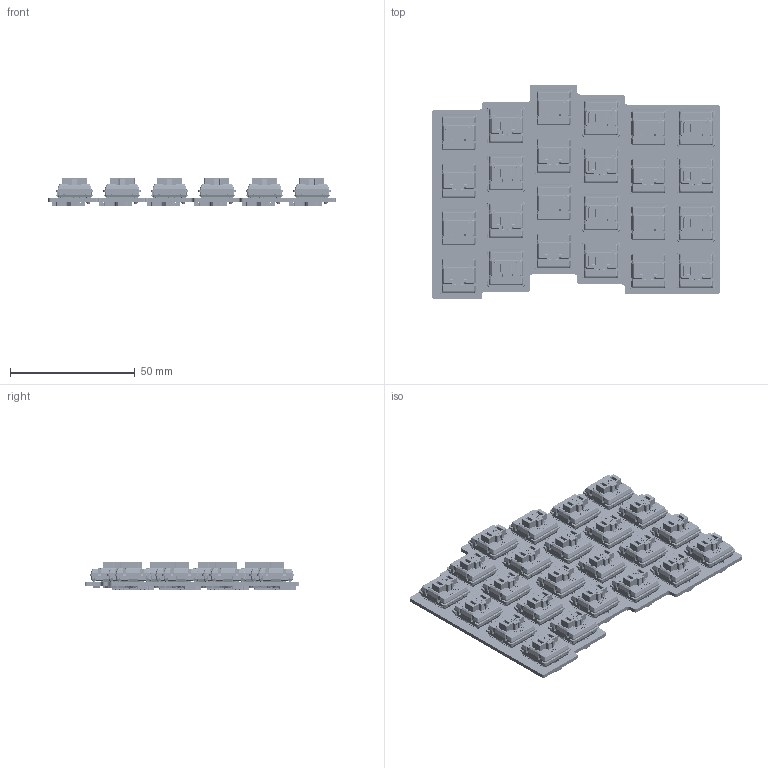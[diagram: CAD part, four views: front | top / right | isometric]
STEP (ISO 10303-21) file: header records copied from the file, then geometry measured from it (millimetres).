
FILE_DESCRIPTION(('KiCad electronic assembly'),'2;1');
FILE_NAME('right-key-board.step','2026-02-07T23:57:35',('Pcbnew'),( 'Kicad'),'Open CASCADE STEP processor 7.9','KiCad to STEP converter' ,'Unknown');
FILE_SCHEMA(('AUTOMOTIVE_DESIGN { 1 0 10303 214 1 1 1 1 }'));
Length unit declared in the file: millimetre
Products named in the file (24): right-key-board 1; kailh-choc-black; bottom_stabilizer; contact; pin1; pin2; top_stabilizer; stabilizer; stem_stabilizer; shrunken_spring; kailh-choc-socket; choc_body; contact_a; contact_a1; contact_a2; contact_b; contact001; contact_a001; contact_a003; contact_a004; contact_b001; sk6812mini-e; right-key-board_PCB
Assembly tree (92 placements, depth 5):
  right-key-board 1
    kailh-choc-black  x24
      bottom_stabilizer
      contact
      pin1
      pin2
      top_stabilizer
      stabilizer
      stem_stabilizer
      shrunken_spring
    kailh-choc-socket  x24
      choc_body
      contact
        contact_a
          contact_a1
          contact_a2
        contact_b
      contact001
        contact_a001
          contact_a003
          contact_a004
        contact_b001
    sk6812mini-e  x24
    right-key-board_PCB
Bounding box: 115 x 86 x 11.5 mm (x, y, z)
Volume: 29703.5 mm3; surface area: 78930.2 mm2
Topology: 481 solids, 481 shells, 32994 faces, 84936 edges, 53216 vertices
Faces by surface type: plane 19558, cylinder 7892, extrusion 1536, torus 1464, bspline 1152, cone 744, sphere 648
Full cylindrical faces by diameter (mm): 0.5 x144, 0.6 x72, 1 x96, 1.7 x24, 1.702 x48, 1.8 x24, 2.7 x24, 2.9 x48, 3 x48, 3.2 x24, 3.429 x24, 4 x24
Entity records: 55796 total; most frequent: CARTESIAN_POINT 13829, ORIENTED_EDGE 8526, DIRECTION 8366, EDGE_CURVE 4263, VECTOR 3084, LINE 3020, VERTEX_POINT 2708, AXIS2_PLACEMENT_3D 2641
